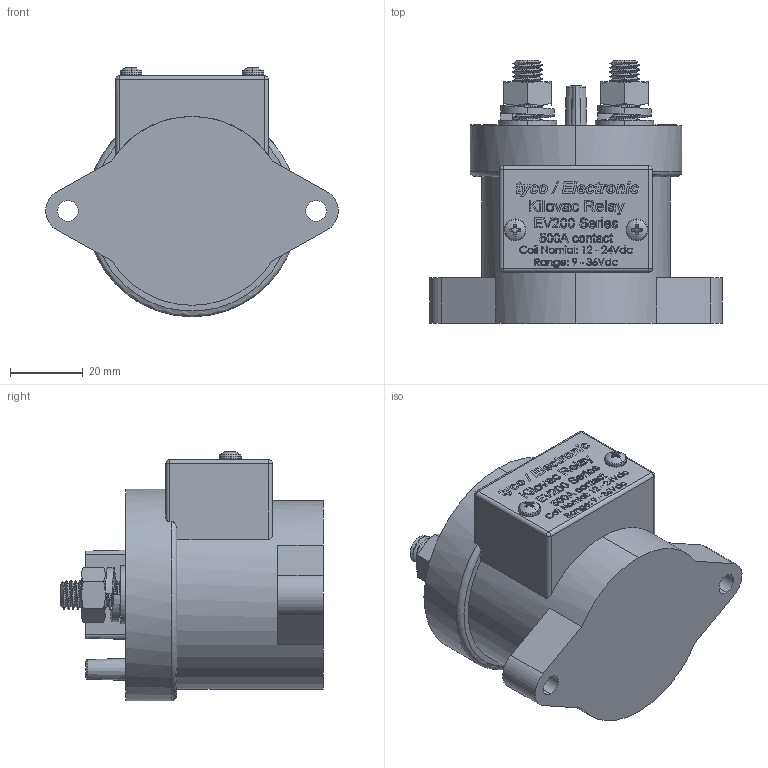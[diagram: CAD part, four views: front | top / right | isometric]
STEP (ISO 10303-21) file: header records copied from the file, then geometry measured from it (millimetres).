
FILE_DESCRIPTION (( 'STEP AP203' ), '1' );
FILE_NAME ('Tyco KiloVac EV200 Contactor.STEP', '2013-09-27T13:08:23', ( '' ), ( '' ), 'SwSTEP 2.0', 'SolidWorks 2012', '' );
FILE_SCHEMA (( 'CONFIG_CONTROL_DESIGN' ));
Length unit declared in the file: millimetre
Products named in the file (1): Tyco KiloVac EV200 Contactor
Bounding box: 80.44 x 72.3 x 68.57 mm (x, y, z)
Surface area: 21561.5 mm2 (no closed solid volume)
Topology: 0 solids, 7 shells, 438 faces, 1887 edges, 1559 vertices
Faces by surface type: plane 247, cylinder 110, cone 43, bspline 19, torus 11, sphere 8
Entity records: 33441 total; most frequent: CARTESIAN_POINT 18756, ORIENTED_EDGE 3574, DIRECTION 2214, EDGE_CURVE 1883, VERTEX_POINT 1559, LINE 856, VECTOR 856, B_SPLINE_CURVE_WITH_KNOTS 698
